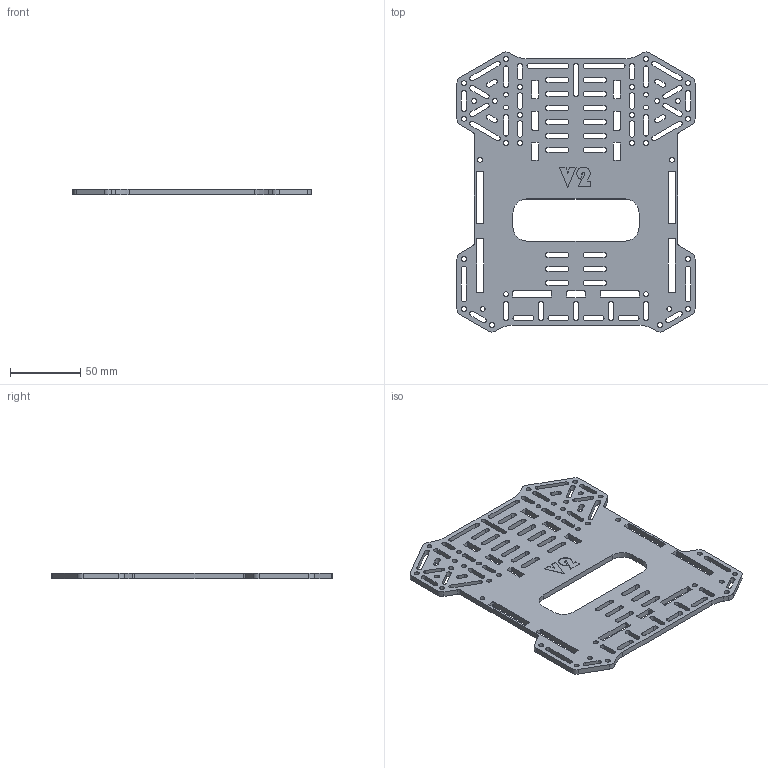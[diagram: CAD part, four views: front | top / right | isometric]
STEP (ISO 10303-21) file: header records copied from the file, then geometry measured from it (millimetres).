
FILE_DESCRIPTION(('STEP AP242'), '1');
FILE_NAME('Ïëàñòèíà-Íèæíÿÿ-V2', '', ('UNSPECIFIED'), ('UNSPECIFIED'), 'C3D Converter', 'C3D Toolkit', '');
FILE_SCHEMA(('AP242_MANAGED_MODEL_BASED_3D_ENGINEERING_MIM_LF { 1 0 10303 442 1 1 4 }'));
Length unit declared in the file: millimetre
Bounding box: 170 x 200 x 4 mm (x, y, z)
Volume: 89107.3 mm3; surface area: 61218.4 mm2
Topology: 1 solids, 1 shells, 447 faces, 1329 edges, 889 vertices
Faces by surface type: cylinder 226, plane 209, extrusion 12
Full cylindrical faces by diameter (mm): 3.5 x34
Entity records: 15441 total; most frequent: CARTESIAN_POINT 2704, DIRECTION 2607, ORIENTED_EDGE 2590, EDGE_CURVE 1295, AXIS2_PLACEMENT_3D 888, VERTEX_POINT 886, VECTOR 831, LINE 819
